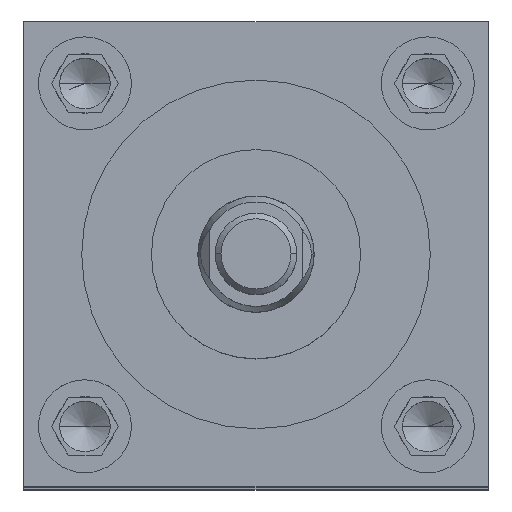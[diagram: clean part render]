
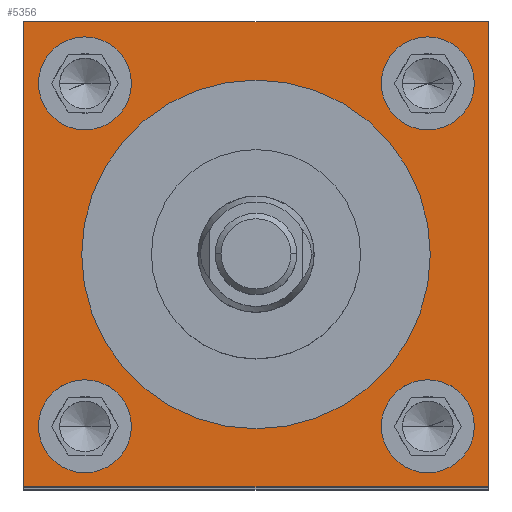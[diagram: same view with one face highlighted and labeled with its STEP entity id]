
A CAD part, top view. The second image highlights one B-rep face of the part: STEP entity #5356.
In plain terms, the highlighted planar face has unit normal (0, 0, 1).
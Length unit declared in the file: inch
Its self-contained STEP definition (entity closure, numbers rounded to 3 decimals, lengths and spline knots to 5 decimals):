
#17 = CARTESIAN_POINT ( 'NONE',  ( 0.924, 0.92, 9.625 ) ) ;
#82 = CARTESIAN_POINT ( 'NONE',  ( 1.174, -0.924, 9.625 ) ) ;
#178 = ORIENTED_EDGE ( 'NONE', *, *, #3537, .F. ) ;
#220 = EDGE_CURVE ( 'NONE', #2221, #439, #4598, .T. ) ;
#247 = AXIS2_PLACEMENT_3D ( 'NONE', #4948, #3490, #2564 ) ;
#252 = ORIENTED_EDGE ( 'NONE', *, *, #2868, .T. ) ;
#254 = VECTOR ( 'NONE', #5831, 39.37008 ) ;
#258 = EDGE_CURVE ( 'NONE', #4566, #3718, #1762, .T. ) ;
#260 = CARTESIAN_POINT ( 'NONE',  ( -1.25, -1.25, 9.625 ) ) ;
#328 = CIRCLE ( 'NONE', #5952, 0.25 ) ;
#331 = CARTESIAN_POINT ( 'NONE',  ( -0.67, -0.924, 9.625 ) ) ;
#439 = VERTEX_POINT ( 'NONE', #1389 ) ;
#443 = EDGE_CURVE ( 'NONE', #6025, #3901, #3412, .T. ) ;
#514 = DIRECTION ( 'NONE',  ( 1., 0., 0. ) ) ;
#570 = EDGE_CURVE ( 'NONE', #5487, #3333, #4571, .T. ) ;
#594 = DIRECTION ( 'NONE',  ( 1., 0., 0. ) ) ;
#611 = DIRECTION ( 'NONE',  ( 1., 0., 0. ) ) ;
#631 = CARTESIAN_POINT ( 'NONE',  ( 1.174, 0.92, 9.625 ) ) ;
#633 = DIRECTION ( 'NONE',  ( 0., 0., 1. ) ) ;
#672 = CIRCLE ( 'NONE', #4828, 0.9375 ) ;
#696 = CARTESIAN_POINT ( 'NONE',  ( 0.674, -0.924, 9.625 ) ) ;
#703 = FACE_BOUND ( 'NONE', #1675, .T. ) ;
#719 = AXIS2_PLACEMENT_3D ( 'NONE', #17, #5672, #611 ) ;
#781 = CARTESIAN_POINT ( 'NONE',  ( 1.25, -1.25, 9.625 ) ) ;
#789 = FACE_BOUND ( 'NONE', #5189, .T. ) ;
#825 = DIRECTION ( 'NONE',  ( 0., 0., 1. ) ) ;
#827 = AXIS2_PLACEMENT_3D ( 'NONE', #2585, #1644, #5950 ) ;
#871 = CARTESIAN_POINT ( 'NONE',  ( 0.9375, 0., 9.625 ) ) ;
#942 = EDGE_CURVE ( 'NONE', #439, #2221, #4178, .T. ) ;
#990 = CARTESIAN_POINT ( 'NONE',  ( 0., 0., 9.625 ) ) ;
#1056 = DIRECTION ( 'NONE',  ( 0., 0., 1. ) ) ;
#1371 = CARTESIAN_POINT ( 'NONE',  ( -1.17, -0.924, 9.625 ) ) ;
#1389 = CARTESIAN_POINT ( 'NONE',  ( -0.67, 0.92, 9.625 ) ) ;
#1435 = EDGE_LOOP ( 'NONE', ( #252, #3793, #1924, #3230 ) ) ;
#1589 = ORIENTED_EDGE ( 'NONE', *, *, #3680, .F. ) ;
#1644 = DIRECTION ( 'NONE',  ( 0., 0., 1. ) ) ;
#1657 = EDGE_CURVE ( 'NONE', #3718, #4769, #4628, .T. ) ;
#1665 = CARTESIAN_POINT ( 'NONE',  ( 0.924, -0.924, 9.625 ) ) ;
#1675 = EDGE_LOOP ( 'NONE', ( #1828, #4771 ) ) ;
#1691 = LINE ( 'NONE', #3597, #254 ) ;
#1721 = CARTESIAN_POINT ( 'NONE',  ( -1.25, -1.25, 9.625 ) ) ;
#1746 = DIRECTION ( 'NONE',  ( 1., 0., 0. ) ) ;
#1762 = LINE ( 'NONE', #2270, #5094 ) ;
#1764 = CARTESIAN_POINT ( 'NONE',  ( -1.17, 0.92, 9.625 ) ) ;
#1828 = ORIENTED_EDGE ( 'NONE', *, *, #942, .F. ) ;
#1924 = ORIENTED_EDGE ( 'NONE', *, *, #1657, .T. ) ;
#1971 = VECTOR ( 'NONE', #5447, 39.37008 ) ;
#2160 = CARTESIAN_POINT ( 'NONE',  ( 0., 0., 9.625 ) ) ;
#2174 = DIRECTION ( 'NONE',  ( 1., 0., 0. ) ) ;
#2221 = VERTEX_POINT ( 'NONE', #1764 ) ;
#2270 = CARTESIAN_POINT ( 'NONE',  ( -1.25, -1.25, 9.625 ) ) ;
#2346 = AXIS2_PLACEMENT_3D ( 'NONE', #4989, #825, #5015 ) ;
#2356 = EDGE_LOOP ( 'NONE', ( #4200, #5387 ) ) ;
#2403 = CIRCLE ( 'NONE', #4086, 0.25 ) ;
#2490 = CARTESIAN_POINT ( 'NONE',  ( -0.9375, 0., 9.625 ) ) ;
#2501 = CIRCLE ( 'NONE', #719, 0.25 ) ;
#2515 = EDGE_CURVE ( 'NONE', #4769, #2587, #1691, .T. ) ;
#2564 = DIRECTION ( 'NONE',  ( -1., 0., 0. ) ) ;
#2585 = CARTESIAN_POINT ( 'NONE',  ( -0.92, 0.92, 9.625 ) ) ;
#2587 = VERTEX_POINT ( 'NONE', #3720 ) ;
#2679 = FACE_BOUND ( 'NONE', #2356, .T. ) ;
#2826 = ORIENTED_EDGE ( 'NONE', *, *, #4500, .F. ) ;
#2868 = EDGE_CURVE ( 'NONE', #2587, #4566, #5850, .T. ) ;
#2880 = DIRECTION ( 'NONE',  ( 1., 0., 0. ) ) ;
#3051 = FACE_BOUND ( 'NONE', #3862, .T. ) ;
#3151 = DIRECTION ( 'NONE',  ( 1., 0., 0. ) ) ;
#3162 = DIRECTION ( 'NONE',  ( 0., 1., 0. ) ) ;
#3230 = ORIENTED_EDGE ( 'NONE', *, *, #2515, .T. ) ;
#3283 = DIRECTION ( 'NONE',  ( 0., 0., 1. ) ) ;
#3333 = VERTEX_POINT ( 'NONE', #331 ) ;
#3396 = CARTESIAN_POINT ( 'NONE',  ( -0.92, 0.92, 9.625 ) ) ;
#3403 = CARTESIAN_POINT ( 'NONE',  ( 0.674, 0.92, 9.625 ) ) ;
#3412 = CIRCLE ( 'NONE', #4708, 0.9375 ) ;
#3477 = DIRECTION ( 'NONE',  ( 1., 0., 0. ) ) ;
#3490 = DIRECTION ( 'NONE',  ( 0., 0., -1. ) ) ;
#3510 = CARTESIAN_POINT ( 'NONE',  ( -0.92, -0.924, 9.625 ) ) ;
#3537 = EDGE_CURVE ( 'NONE', #4837, #4431, #2501, .T. ) ;
#3554 = FACE_BOUND ( 'NONE', #4732, .T. ) ;
#3597 = CARTESIAN_POINT ( 'NONE',  ( -1.25, 1.25, 9.625 ) ) ;
#3609 = EDGE_CURVE ( 'NONE', #3333, #5487, #328, .T. ) ;
#3680 = EDGE_CURVE ( 'NONE', #3953, #5954, #2403, .T. ) ;
#3718 = VERTEX_POINT ( 'NONE', #781 ) ;
#3720 = CARTESIAN_POINT ( 'NONE',  ( -1.25, 1.25, 9.625 ) ) ;
#3793 = ORIENTED_EDGE ( 'NONE', *, *, #258, .T. ) ;
#3862 = EDGE_LOOP ( 'NONE', ( #1589, #4356 ) ) ;
#3901 = VERTEX_POINT ( 'NONE', #871 ) ;
#3953 = VERTEX_POINT ( 'NONE', #82 ) ;
#3970 = CARTESIAN_POINT ( 'NONE',  ( 1.25, 1.25, 9.625 ) ) ;
#3986 = PLANE ( 'NONE',  #247 ) ;
#4027 = AXIS2_PLACEMENT_3D ( 'NONE', #4581, #5448, #3151 ) ;
#4071 = CARTESIAN_POINT ( 'NONE',  ( 1.25, -1.25, 9.625 ) ) ;
#4086 = AXIS2_PLACEMENT_3D ( 'NONE', #1665, #5513, #4472 ) ;
#4121 = CIRCLE ( 'NONE', #4027, 0.25 ) ;
#4149 = ORIENTED_EDGE ( 'NONE', *, *, #443, .F. ) ;
#4178 = CIRCLE ( 'NONE', #4970, 0.25 ) ;
#4200 = ORIENTED_EDGE ( 'NONE', *, *, #3609, .F. ) ;
#4305 = DIRECTION ( 'NONE',  ( 0., 0., 1. ) ) ;
#4356 = ORIENTED_EDGE ( 'NONE', *, *, #4519, .F. ) ;
#4431 = VERTEX_POINT ( 'NONE', #631 ) ;
#4472 = DIRECTION ( 'NONE',  ( 1., 0., 0. ) ) ;
#4500 = EDGE_CURVE ( 'NONE', #4431, #4837, #4121, .T. ) ;
#4509 = FACE_OUTER_BOUND ( 'NONE', #1435, .T. ) ;
#4519 = EDGE_CURVE ( 'NONE', #5954, #3953, #5498, .T. ) ;
#4566 = VERTEX_POINT ( 'NONE', #1721 ) ;
#4571 = CIRCLE ( 'NONE', #5946, 0.25 ) ;
#4581 = CARTESIAN_POINT ( 'NONE',  ( 0.924, 0.92, 9.625 ) ) ;
#4598 = CIRCLE ( 'NONE', #827, 0.25 ) ;
#4628 = LINE ( 'NONE', #4071, #5460 ) ;
#4708 = AXIS2_PLACEMENT_3D ( 'NONE', #990, #3283, #2880 ) ;
#4732 = EDGE_LOOP ( 'NONE', ( #4928, #4149 ) ) ;
#4769 = VERTEX_POINT ( 'NONE', #3970 ) ;
#4771 = ORIENTED_EDGE ( 'NONE', *, *, #220, .F. ) ;
#4828 = AXIS2_PLACEMENT_3D ( 'NONE', #2160, #5936, #1746 ) ;
#4837 = VERTEX_POINT ( 'NONE', #3403 ) ;
#4885 = CARTESIAN_POINT ( 'NONE',  ( -0.92, -0.924, 9.625 ) ) ;
#4921 = EDGE_CURVE ( 'NONE', #3901, #6025, #672, .T. ) ;
#4928 = ORIENTED_EDGE ( 'NONE', *, *, #4921, .F. ) ;
#4948 = CARTESIAN_POINT ( 'NONE',  ( -1.25, 1.25, 9.625 ) ) ;
#4970 = AXIS2_PLACEMENT_3D ( 'NONE', #3396, #4305, #594 ) ;
#4989 = CARTESIAN_POINT ( 'NONE',  ( 0.924, -0.924, 9.625 ) ) ;
#5015 = DIRECTION ( 'NONE',  ( 1., 0., 0. ) ) ;
#5094 = VECTOR ( 'NONE', #2174, 39.37008 ) ;
#5189 = EDGE_LOOP ( 'NONE', ( #2826, #178 ) ) ;
#5356 = ADVANCED_FACE ( 'NONE', ( #3051, #789, #2679, #703, #3554, #4509 ), #3986, .F. ) ;
#5387 = ORIENTED_EDGE ( 'NONE', *, *, #570, .F. ) ;
#5447 = DIRECTION ( 'NONE',  ( 0., -1., 0. ) ) ;
#5448 = DIRECTION ( 'NONE',  ( 0., 0., 1. ) ) ;
#5460 = VECTOR ( 'NONE', #3162, 39.37008 ) ;
#5487 = VERTEX_POINT ( 'NONE', #1371 ) ;
#5498 = CIRCLE ( 'NONE', #2346, 0.25 ) ;
#5513 = DIRECTION ( 'NONE',  ( 0., 0., 1. ) ) ;
#5672 = DIRECTION ( 'NONE',  ( 0., 0., 1. ) ) ;
#5831 = DIRECTION ( 'NONE',  ( -1., 0., 0. ) ) ;
#5850 = LINE ( 'NONE', #260, #1971 ) ;
#5936 = DIRECTION ( 'NONE',  ( 0., 0., 1. ) ) ;
#5946 = AXIS2_PLACEMENT_3D ( 'NONE', #3510, #633, #3477 ) ;
#5950 = DIRECTION ( 'NONE',  ( 1., 0., 0. ) ) ;
#5952 = AXIS2_PLACEMENT_3D ( 'NONE', #4885, #1056, #514 ) ;
#5954 = VERTEX_POINT ( 'NONE', #696 ) ;
#6025 = VERTEX_POINT ( 'NONE', #2490 ) ;
